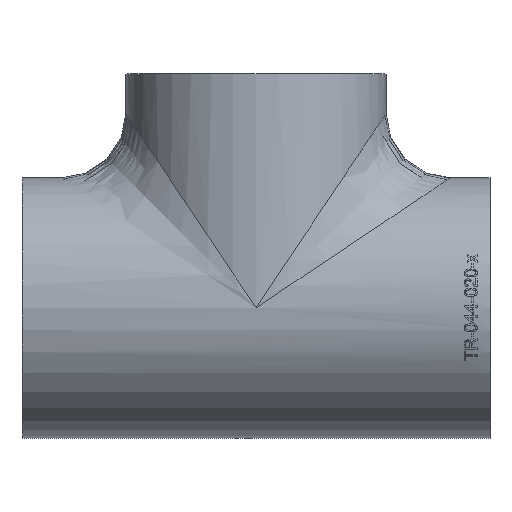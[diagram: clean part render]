
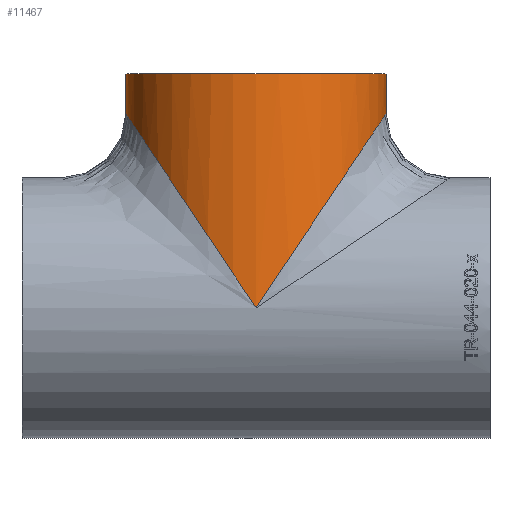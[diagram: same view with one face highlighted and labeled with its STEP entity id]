
A CAD part, top view. The second image highlights one B-rep face of the part: STEP entity #11467.
In plain terms, the highlighted cylindrical face has radius 22.25 mm (diameter 44.5 mm), a full revolution.
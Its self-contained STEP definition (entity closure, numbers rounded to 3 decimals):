
#310 = CARTESIAN_POINT ( 'NONE',  ( 0., 40., 0. ) ) ;
#353 = DIRECTION ( 'NONE',  ( 0., 0., 1. ) ) ;
#413 =( BOUNDED_CURVE ( )  B_SPLINE_CURVE ( 3, ( #9297, #8264, #2629, #12719 ),
 .UNSPECIFIED., .F., .T. ) 
 B_SPLINE_CURVE_WITH_KNOTS ( ( 4, 4 ),
 ( 4.712, 7.854 ),
 .UNSPECIFIED. ) 
 CURVE ( )  GEOMETRIC_REPRESENTATION_ITEM ( )  RATIONAL_B_SPLINE_CURVE ( ( 1., 0.333, 0.333, 1. ) ) 
 REPRESENTATION_ITEM ( '' )  );
#744 = CARTESIAN_POINT ( 'NONE',  ( 44.5, 66.5, 22.25 ) ) ;
#1118 = CARTESIAN_POINT ( 'NONE',  ( 0., 0., -22.25 ) ) ;
#1863 = CARTESIAN_POINT ( 'NONE',  ( 0., 0., -22.25 ) ) ;
#2434 = CARTESIAN_POINT ( 'NONE',  ( 0., 0., 22.25 ) ) ;
#2614 = DIRECTION ( 'NONE',  ( 0., 1., 0. ) ) ;
#2629 = CARTESIAN_POINT ( 'NONE',  ( -44.5, 66.5, 22.25 ) ) ;
#3236 = FACE_OUTER_BOUND ( 'NONE', #11089, .T. ) ;
#4025 = EDGE_CURVE ( 'NONE', #7032, #7895, #413, .T. ) ;
#4218 = CARTESIAN_POINT ( 'NONE',  ( 44.5, 66.5, -22.25 ) ) ;
#4587 =( BOUNDED_CURVE ( )  B_SPLINE_CURVE ( 3, ( #11868, #744, #4218, #1863 ),
 .UNSPECIFIED., .F., .T. ) 
 B_SPLINE_CURVE_WITH_KNOTS ( ( 4, 4 ),
 ( 1.571, 4.712 ),
 .UNSPECIFIED. ) 
 CURVE ( )  GEOMETRIC_REPRESENTATION_ITEM ( )  RATIONAL_B_SPLINE_CURVE ( ( 1., 0.333, 0.333, 1. ) ) 
 REPRESENTATION_ITEM ( '' )  );
#5528 = CIRCLE ( 'NONE', #11081, 22.25 ) ;
#7032 = VERTEX_POINT ( 'NONE', #1118 ) ;
#7277 = ORIENTED_EDGE ( 'NONE', *, *, #4025, .T. ) ;
#7657 = ORIENTED_EDGE ( 'NONE', *, *, #8686, .T. ) ;
#7895 = VERTEX_POINT ( 'NONE', #2434 ) ;
#8078 = FACE_OUTER_BOUND ( 'NONE', #10980, .T. ) ;
#8264 = CARTESIAN_POINT ( 'NONE',  ( -44.5, 66.5, -22.25 ) ) ;
#8294 = CARTESIAN_POINT ( 'NONE',  ( 0., 40., 0. ) ) ;
#8389 = DIRECTION ( 'NONE',  ( 0., 0., -1. ) ) ;
#8686 = EDGE_CURVE ( 'NONE', #7895, #7032, #4587, .T. ) ;
#9297 = CARTESIAN_POINT ( 'NONE',  ( 0., 0., -22.25 ) ) ;
#9437 = DIRECTION ( 'NONE',  ( 0., -1., 0. ) ) ;
#9462 = CYLINDRICAL_SURFACE ( 'NONE', #13738, 22.25 ) ;
#10069 = EDGE_CURVE ( 'NONE', #12258, #12258, #5528, .T. ) ;
#10511 = CARTESIAN_POINT ( 'NONE',  ( 0., 40., 22.25 ) ) ;
#10980 = EDGE_LOOP ( 'NONE', ( #13304 ) ) ;
#11081 = AXIS2_PLACEMENT_3D ( 'NONE', #310, #2614, #353 ) ;
#11089 = EDGE_LOOP ( 'NONE', ( #7657, #7277 ) ) ;
#11467 = ADVANCED_FACE ( 'NONE', ( #3236, #8078 ), #9462, .T. ) ;
#11868 = CARTESIAN_POINT ( 'NONE',  ( 0., 0., 22.25 ) ) ;
#12258 = VERTEX_POINT ( 'NONE', #10511 ) ;
#12719 = CARTESIAN_POINT ( 'NONE',  ( 0., 0., 22.25 ) ) ;
#13304 = ORIENTED_EDGE ( 'NONE', *, *, #10069, .F. ) ;
#13738 = AXIS2_PLACEMENT_3D ( 'NONE', #8294, #9437, #8389 ) ;
